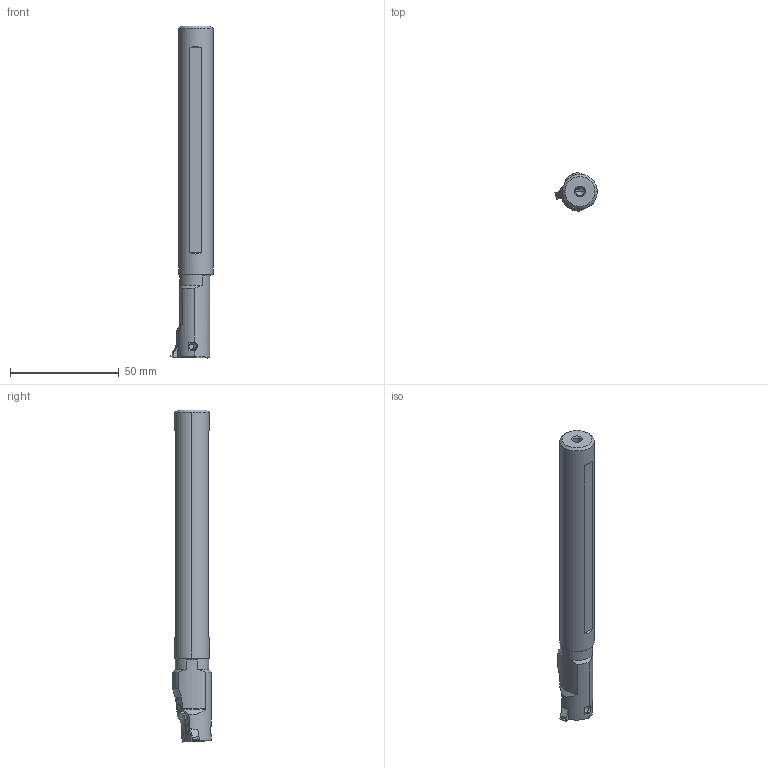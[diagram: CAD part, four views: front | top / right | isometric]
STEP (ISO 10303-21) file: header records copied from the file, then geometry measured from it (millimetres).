
FILE_DESCRIPTION(/* description */ (''),/* implementation_level */ '2;1');
FILE_NAME(/* name */ 'MMTIR103-0_75-2_5-C_100ISO-S.stp',/* time_stamp */ '2023-02-08T14:08:21+09:00',/* author */ (''),/* organization */ (''),/* preprocessor_version */ 'ST-DEVELOPER v16',/* originating_system */ 'SIEMENS PLM Software NX 10.0',/* authorisation */ '');
FILE_SCHEMA (('AUTOMOTIVE_DESIGN { 1 0 10303 214 3 1 1 1 }'));
Length unit declared in the file: millimetre
Products named in the file (1): MMTIR103-0_75-2_5-C_100ISO-S_ASM
Bounding box: 19.5 x 17.67 x 152.6 mm (x, y, z)
Volume: 26869.4 mm3; surface area: 10243.3 mm2
Topology: 2 solids, 3 shells, 162 faces, 509 edges, 383 vertices
Faces by surface type: cylinder 65, plane 59, cone 27, torus 7, bspline 2, sphere 2
Entity records: 7357 total; most frequent: CARTESIAN_POINT 1747, DIRECTION 962, ORIENTED_EDGE 946, EDGE_CURVE 473, AXIS2_PLACEMENT_3D 366, VERTEX_POINT 322, LINE 230, VECTOR 230
